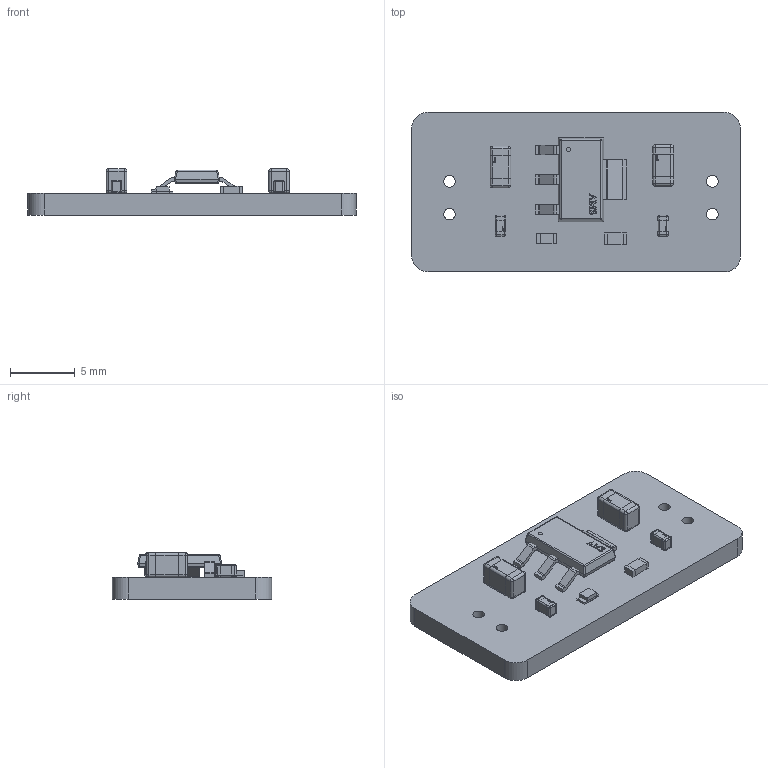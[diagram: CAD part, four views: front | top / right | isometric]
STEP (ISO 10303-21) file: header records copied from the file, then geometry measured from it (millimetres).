
FILE_DESCRIPTION(('Open CASCADE Model'),'2;1');
FILE_NAME('Open CASCADE Shape Model','2023-01-29T18:18:17',('Author'),( 'Open CASCADE'),'Open CASCADE STEP processor 6.8','Open CASCADE 6.8' ,'Unknown');
FILE_SCHEMA(('AUTOMOTIVE_DESIGN { 1 0 10303 214 1 1 1 1 }'));
Length unit declared in the file: millimetre
Products named in the file (32): PCB; Board; Open CASCADE STEP translator 6.8 1.1.1; U1; IC_Advanced_Monolithic_Systems_AMS1117-3_3_eec; 1; 2; Open CASCADE STEP translator 6.8 1.2.1.2.1; Open CASCADE STEP translator 6.8 1.2.1.2.2; Notch_2; R1; 6440320464; Extruded; 6440322384; D1; 6440317264; 6440326784; C4; Cap_Murata_GRM188C71C225KE11D_eec; Murata_Logo_3; C3; Cap_TDK_C3216X5R1A686M160AC_eec; TDK_Logo; C2; C1
Assembly tree (34 placements, depth 5):
  PCB
    Board
      Open CASCADE STEP translator 6.8 1.1.1
    U1
      IC_Advanced_Monolithic_Systems_AMS1117-3_3_eec
        1
        2
          Open CASCADE STEP translator 6.8 1.2.1.2.1
          Open CASCADE STEP translator 6.8 1.2.1.2.2
        Notch_2
    R1
      6440320464  x2
        Extruded
      6440322384
        Extruded
    D1
      6440317264
        Extruded
      6440326784
        Extruded
    C4
      Cap_Murata_GRM188C71C225KE11D_eec
        1
        2
        Murata_Logo_3
    C3
      Cap_TDK_C3216X5R1A686M160AC_eec
        1
        2
        TDK_Logo
    C2
      Cap_TDK_C3216X5R1A686M160AC_eec
        1
        2
        TDK_Logo
    C1
      Cap_Murata_GRM188C71C225KE11D_eec
        1
        2
        Murata_Logo_3
Bounding box: 25.4 x 12.32 x 3.59 mm (x, y, z)
Volume: 575.1 mm3; surface area: 990.7 mm2
Topology: 50 solids, 50 shells, 972 faces, 2490 edges, 1668 vertices
Faces by surface type: plane 525, cylinder 339, sphere 56, bspline 52
Full cylindrical faces by diameter (mm): 0.323 x1, 0.9 x4
Entity records: 19002 total; most frequent: CARTESIAN_POINT 3798, DIRECTION 2968, ORIENTED_EDGE 2966, EDGE_CURVE 1483, LINE 1068, VECTOR 1068, VERTEX_POINT 954, AXIS2_PLACEMENT_3D 950
